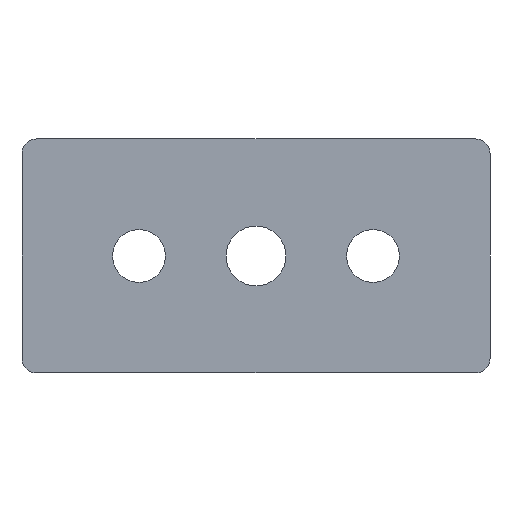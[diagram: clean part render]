
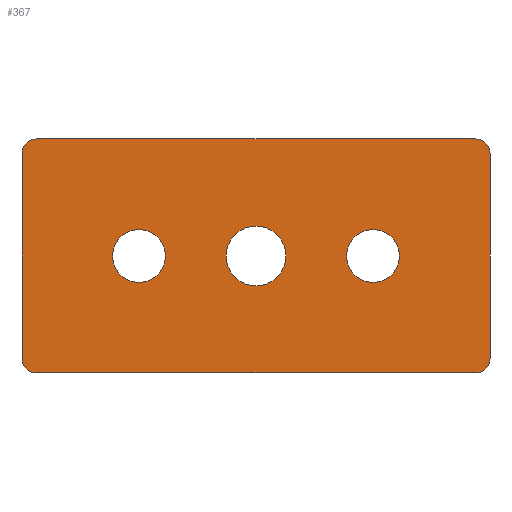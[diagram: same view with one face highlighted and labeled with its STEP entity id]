
A CAD part, front view. The second image highlights one B-rep face of the part: STEP entity #367.
In plain terms, the highlighted planar face has unit normal (0, -1, 0).
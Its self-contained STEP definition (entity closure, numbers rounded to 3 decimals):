
#2 = AXIS2_PLACEMENT_3D ( 'NONE', #449, #557, #344 ) ;
#7 = VERTEX_POINT ( 'NONE', #603 ) ;
#12 = AXIS2_PLACEMENT_3D ( 'NONE', #305, #307, #139 ) ;
#22 = DIRECTION ( 'NONE',  ( 0., -1., 0. ) ) ;
#26 = AXIS2_PLACEMENT_3D ( 'NONE', #381, #663, #94 ) ;
#28 = EDGE_CURVE ( 'NONE', #118, #551, #194, .T. ) ;
#35 = FACE_BOUND ( 'NONE', #506, .T. ) ;
#49 = ORIENTED_EDGE ( 'NONE', *, *, #590, .F. ) ;
#55 = ORIENTED_EDGE ( 'NONE', *, *, #570, .T. ) ;
#57 = DIRECTION ( 'NONE',  ( 0., -1., 0. ) ) ;
#64 = ORIENTED_EDGE ( 'NONE', *, *, #463, .F. ) ;
#80 = CIRCLE ( 'NONE', #26, 5.1 ) ;
#93 = FACE_BOUND ( 'NONE', #270, .T. ) ;
#94 = DIRECTION ( 'NONE',  ( 0., 0., 1. ) ) ;
#100 = ORIENTED_EDGE ( 'NONE', *, *, #267, .F. ) ;
#112 = CARTESIAN_POINT ( 'NONE',  ( -40., 0., 17.5 ) ) ;
#116 = EDGE_CURVE ( 'NONE', #258, #7, #358, .T. ) ;
#118 = VERTEX_POINT ( 'NONE', #242 ) ;
#122 = CIRCLE ( 'NONE', #387, 2.5 ) ;
#124 = CARTESIAN_POINT ( 'NONE',  ( 37.5, 0., 17.5 ) ) ;
#132 = CIRCLE ( 'NONE', #596, 2.5 ) ;
#135 = CARTESIAN_POINT ( 'NONE',  ( -40., 0., -20. ) ) ;
#137 = CIRCLE ( 'NONE', #191, 4.5 ) ;
#139 = DIRECTION ( 'NONE',  ( 0., 0., -1. ) ) ;
#142 = VERTEX_POINT ( 'NONE', #599 ) ;
#151 = VERTEX_POINT ( 'NONE', #382 ) ;
#153 = ORIENTED_EDGE ( 'NONE', *, *, #341, .F. ) ;
#165 = DIRECTION ( 'NONE',  ( 0., 0., -1. ) ) ;
#172 = CARTESIAN_POINT ( 'NONE',  ( -20., 0., 0. ) ) ;
#173 = ORIENTED_EDGE ( 'NONE', *, *, #426, .F. ) ;
#181 = CARTESIAN_POINT ( 'NONE',  ( -40., 0., 20. ) ) ;
#184 = CARTESIAN_POINT ( 'NONE',  ( 20., 0., 0. ) ) ;
#191 = AXIS2_PLACEMENT_3D ( 'NONE', #172, #638, #300 ) ;
#194 = CIRCLE ( 'NONE', #2, 5.1 ) ;
#199 = VERTEX_POINT ( 'NONE', #393 ) ;
#206 = EDGE_LOOP ( 'NONE', ( #643, #269, #526, #55, #308, #248, #173, #385 ) ) ;
#211 = VECTOR ( 'NONE', #589, 1000. ) ;
#223 = VECTOR ( 'NONE', #648, 1000. ) ;
#232 = CARTESIAN_POINT ( 'NONE',  ( 20., 0., -4.5 ) ) ;
#235 = VERTEX_POINT ( 'NONE', #508 ) ;
#239 = ORIENTED_EDGE ( 'NONE', *, *, #675, .T. ) ;
#242 = CARTESIAN_POINT ( 'NONE',  ( 0., 0., 5.1 ) ) ;
#243 = FACE_BOUND ( 'NONE', #464, .T. ) ;
#248 = ORIENTED_EDGE ( 'NONE', *, *, #502, .T. ) ;
#258 = VERTEX_POINT ( 'NONE', #448 ) ;
#267 = EDGE_CURVE ( 'NONE', #443, #338, #475, .T. ) ;
#269 = ORIENTED_EDGE ( 'NONE', *, *, #116, .T. ) ;
#270 = EDGE_LOOP ( 'NONE', ( #49, #100 ) ) ;
#275 = CARTESIAN_POINT ( 'NONE',  ( 20., 0., 0. ) ) ;
#278 = AXIS2_PLACEMENT_3D ( 'NONE', #566, #514, #165 ) ;
#280 = VERTEX_POINT ( 'NONE', #112 ) ;
#284 = DIRECTION ( 'NONE',  ( 0., 0., -1. ) ) ;
#285 = DIRECTION ( 'NONE',  ( 0., 0., -1. ) ) ;
#292 = EDGE_CURVE ( 'NONE', #235, #280, #122, .T. ) ;
#300 = DIRECTION ( 'NONE',  ( 0., 0., -1. ) ) ;
#302 = LINE ( 'NONE', #135, #223 ) ;
#305 = CARTESIAN_POINT ( 'NONE',  ( 37.5, 0., -17.5 ) ) ;
#307 = DIRECTION ( 'NONE',  ( 0., -1., 0. ) ) ;
#308 = ORIENTED_EDGE ( 'NONE', *, *, #565, .F. ) ;
#311 = FACE_OUTER_BOUND ( 'NONE', #206, .T. ) ;
#314 = DIRECTION ( 'NONE',  ( 0., 0., -1. ) ) ;
#332 = AXIS2_PLACEMENT_3D ( 'NONE', #275, #686, #340 ) ;
#335 = AXIS2_PLACEMENT_3D ( 'NONE', #721, #22, #661 ) ;
#338 = VERTEX_POINT ( 'NONE', #572 ) ;
#340 = DIRECTION ( 'NONE',  ( 0., 0., -1. ) ) ;
#341 = EDGE_CURVE ( 'NONE', #142, #151, #669, .T. ) ;
#344 = DIRECTION ( 'NONE',  ( 0., 0., 1. ) ) ;
#345 = CARTESIAN_POINT ( 'NONE',  ( -37.5, 0., 17.5 ) ) ;
#352 = CIRCLE ( 'NONE', #12, 2.5 ) ;
#354 = VERTEX_POINT ( 'NONE', #622 ) ;
#358 = CIRCLE ( 'NONE', #335, 2.5 ) ;
#367 = ADVANCED_FACE ( 'NONE', ( #243, #35, #93, #311 ), #621, .T. ) ;
#381 = CARTESIAN_POINT ( 'NONE',  ( 0., 0., 0. ) ) ;
#382 = CARTESIAN_POINT ( 'NONE',  ( -20., 0., 4.5 ) ) ;
#385 = ORIENTED_EDGE ( 'NONE', *, *, #292, .T. ) ;
#387 = AXIS2_PLACEMENT_3D ( 'NONE', #345, #749, #284 ) ;
#393 = CARTESIAN_POINT ( 'NONE',  ( 37.5, 0., -20. ) ) ;
#394 = VERTEX_POINT ( 'NONE', #754 ) ;
#425 = DIRECTION ( 'NONE',  ( 0., -1., 0. ) ) ;
#426 = EDGE_CURVE ( 'NONE', #235, #394, #530, .T. ) ;
#428 = DIRECTION ( 'NONE',  ( 0., 0., -1. ) ) ;
#443 = VERTEX_POINT ( 'NONE', #232 ) ;
#447 = VECTOR ( 'NONE', #524, 1000. ) ;
#448 = CARTESIAN_POINT ( 'NONE',  ( -40., 0., -17.5 ) ) ;
#449 = CARTESIAN_POINT ( 'NONE',  ( 0., 0., 0. ) ) ;
#461 = VERTEX_POINT ( 'NONE', #521 ) ;
#463 = EDGE_CURVE ( 'NONE', #151, #142, #137, .T. ) ;
#464 = EDGE_LOOP ( 'NONE', ( #600, #239 ) ) ;
#475 = CIRCLE ( 'NONE', #332, 4.5 ) ;
#484 = CARTESIAN_POINT ( 'NONE',  ( 40., 0., 20. ) ) ;
#500 = LINE ( 'NONE', #484, #544 ) ;
#502 = EDGE_CURVE ( 'NONE', #354, #394, #132, .T. ) ;
#506 = EDGE_LOOP ( 'NONE', ( #64, #153 ) ) ;
#508 = CARTESIAN_POINT ( 'NONE',  ( -37.5, 0., 20. ) ) ;
#514 = DIRECTION ( 'NONE',  ( 0., -1., 0. ) ) ;
#516 = CARTESIAN_POINT ( 'NONE',  ( -40., 0., 20. ) ) ;
#521 = CARTESIAN_POINT ( 'NONE',  ( 40., 0., -17.5 ) ) ;
#524 = DIRECTION ( 'NONE',  ( 1., 0., 0. ) ) ;
#526 = ORIENTED_EDGE ( 'NONE', *, *, #642, .F. ) ;
#530 = LINE ( 'NONE', #516, #447 ) ;
#544 = VECTOR ( 'NONE', #428, 1000. ) ;
#551 = VERTEX_POINT ( 'NONE', #702 ) ;
#557 = DIRECTION ( 'NONE',  ( 0., 1., 0. ) ) ;
#559 = AXIS2_PLACEMENT_3D ( 'NONE', #751, #57, #285 ) ;
#565 = EDGE_CURVE ( 'NONE', #354, #461, #500, .T. ) ;
#566 = CARTESIAN_POINT ( 'NONE',  ( -20., 0., 0. ) ) ;
#570 = EDGE_CURVE ( 'NONE', #199, #461, #352, .T. ) ;
#572 = CARTESIAN_POINT ( 'NONE',  ( 20., 0., 4.5 ) ) ;
#576 = DIRECTION ( 'NONE',  ( 0., -1., 0. ) ) ;
#579 = DIRECTION ( 'NONE',  ( 0., 0., -1. ) ) ;
#589 = DIRECTION ( 'NONE',  ( 0., 0., 1. ) ) ;
#590 = EDGE_CURVE ( 'NONE', #338, #443, #618, .T. ) ;
#596 = AXIS2_PLACEMENT_3D ( 'NONE', #124, #576, #579 ) ;
#599 = CARTESIAN_POINT ( 'NONE',  ( -20., 0., -4.5 ) ) ;
#600 = ORIENTED_EDGE ( 'NONE', *, *, #28, .T. ) ;
#603 = CARTESIAN_POINT ( 'NONE',  ( -37.5, 0., -20. ) ) ;
#618 = CIRCLE ( 'NONE', #636, 4.5 ) ;
#621 = PLANE ( 'NONE',  #559 ) ;
#622 = CARTESIAN_POINT ( 'NONE',  ( 40., 0., 17.5 ) ) ;
#628 = EDGE_CURVE ( 'NONE', #258, #280, #747, .T. ) ;
#636 = AXIS2_PLACEMENT_3D ( 'NONE', #184, #425, #314 ) ;
#638 = DIRECTION ( 'NONE',  ( 0., -1., 0. ) ) ;
#642 = EDGE_CURVE ( 'NONE', #199, #7, #302, .T. ) ;
#643 = ORIENTED_EDGE ( 'NONE', *, *, #628, .F. ) ;
#648 = DIRECTION ( 'NONE',  ( -1., 0., 0. ) ) ;
#661 = DIRECTION ( 'NONE',  ( 0., 0., -1. ) ) ;
#663 = DIRECTION ( 'NONE',  ( 0., 1., 0. ) ) ;
#669 = CIRCLE ( 'NONE', #278, 4.5 ) ;
#675 = EDGE_CURVE ( 'NONE', #551, #118, #80, .T. ) ;
#686 = DIRECTION ( 'NONE',  ( 0., -1., 0. ) ) ;
#702 = CARTESIAN_POINT ( 'NONE',  ( 0., 0., -5.1 ) ) ;
#721 = CARTESIAN_POINT ( 'NONE',  ( -37.5, 0., -17.5 ) ) ;
#747 = LINE ( 'NONE', #181, #211 ) ;
#749 = DIRECTION ( 'NONE',  ( 0., -1., 0. ) ) ;
#751 = CARTESIAN_POINT ( 'NONE',  ( -40., 0., -20. ) ) ;
#754 = CARTESIAN_POINT ( 'NONE',  ( 37.5, 0., 20. ) ) ;
